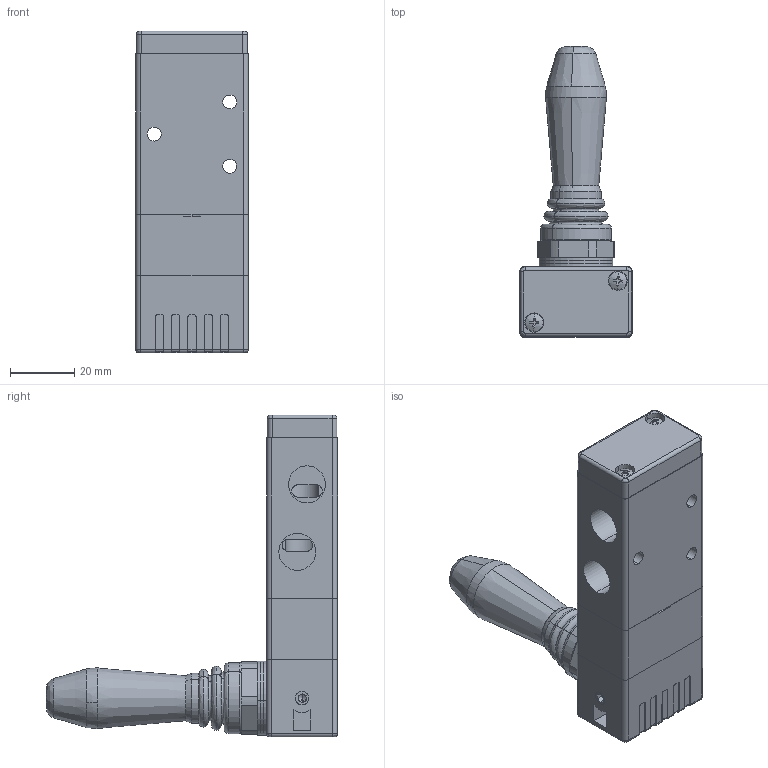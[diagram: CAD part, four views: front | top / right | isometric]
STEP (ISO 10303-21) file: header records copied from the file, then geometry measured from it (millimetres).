
FILE_DESCRIPTION (( 'STEP AP203' ), '1' );
FILE_NAME ('N4H230C-08-S.step', '2017-03-07T18:54:25', ( '' ), ( '' ), 'SwSTEP 2.0', 'SolidWorks 2016', '' );
FILE_SCHEMA (( 'CONFIG_CONTROL_DESIGN' ));
Length unit declared in the file: millimetre
Products named in the file (1): N4H230C-08-S
Bounding box: 35 x 90.5 x 100 mm (x, y, z)
Volume: 75343.2 mm3; surface area: 35689 mm2
Topology: 16 solids, 16 shells, 592 faces, 1486 edges, 951 vertices
Faces by surface type: plane 248, cylinder 234, bspline 68, cone 42
Entity records: 19583 total; most frequent: CARTESIAN_POINT 5429, DIRECTION 2970, ORIENTED_EDGE 2952, EDGE_CURVE 1476, AXIS2_PLACEMENT_3D 1146, VERTEX_POINT 951, LINE 678, VECTOR 678
